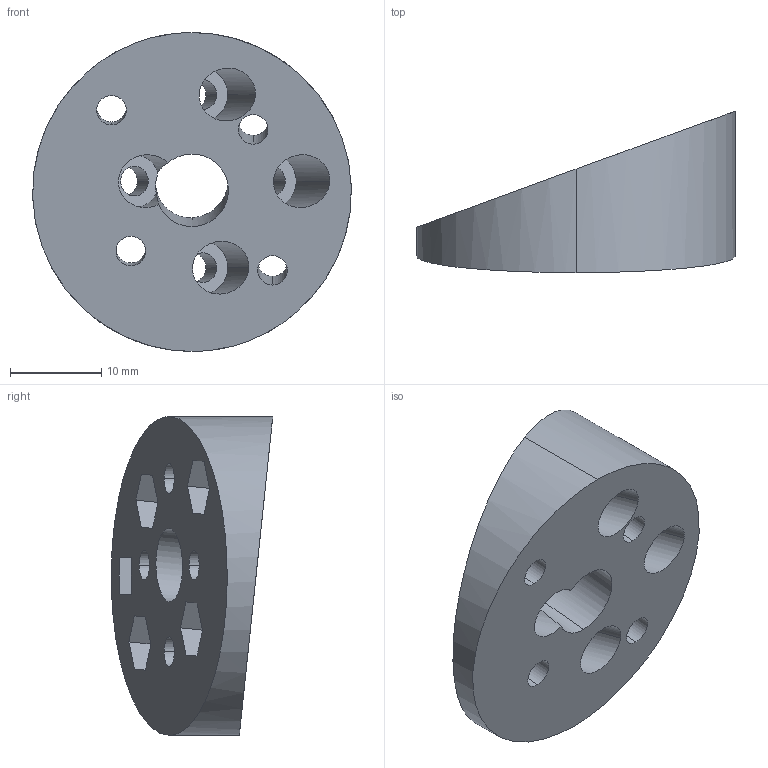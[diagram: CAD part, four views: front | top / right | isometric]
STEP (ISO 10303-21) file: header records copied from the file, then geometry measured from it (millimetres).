
FILE_DESCRIPTION (( 'STEP AP203' ), '1' );
FILE_NAME ('Base_20deg_6Compensation_Motor2_4_6_V2_Default_sldprt.STEP', '2023-11-06T02:29:44', ( '' ), ( '' ), 'SwSTEP 2.0', 'SolidWorks 2023', '' );
FILE_SCHEMA (( 'CONFIG_CONTROL_DESIGN' ));
Length unit declared in the file: millimetre
Products named in the file (1): Base_20deg_6Compensation_Motor2_4_6_V2_Default_sldprt
Bounding box: 34.98 x 17.73 x 35 mm (x, y, z)
Volume: 7217.9 mm3; surface area: 4200.7 mm2
Topology: 1 solids, 1 shells, 67 faces, 171 edges, 114 vertices
Faces by surface type: plane 39, cylinder 28
Entity records: 2151 total; most frequent: CARTESIAN_POINT 412, ORIENTED_EDGE 342, DIRECTION 333, EDGE_CURVE 171, VERTEX_POINT 114, VECTOR 111, AXIS2_PLACEMENT_3D 111, LINE 111
